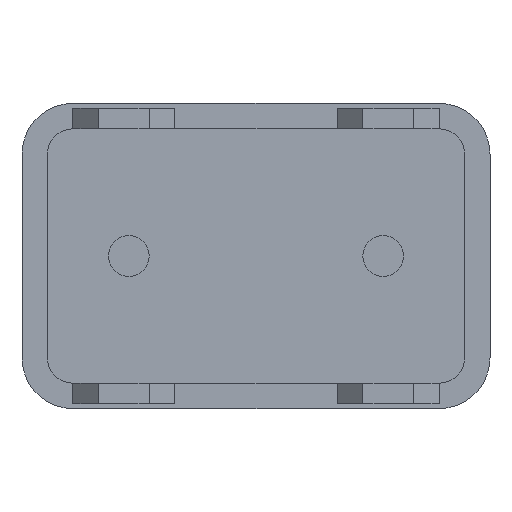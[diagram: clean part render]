
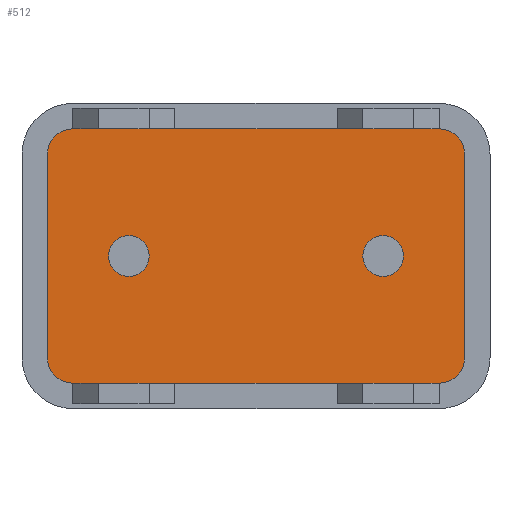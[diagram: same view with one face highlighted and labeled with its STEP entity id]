
A CAD part, front view. The second image highlights one B-rep face of the part: STEP entity #512.
In plain terms, the highlighted planar face has unit normal (0, -1, 0).
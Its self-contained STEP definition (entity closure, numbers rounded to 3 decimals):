
#93 = CARTESIAN_POINT ( 'NONE',  ( -2.05, 0.25, -1. ) ) ;
#138 = EDGE_CURVE ( 'NONE', #1680, #1547, #1924, .T. ) ;
#155 = AXIS2_PLACEMENT_3D ( 'NONE', #1472, #1664, #311 ) ;
#204 = CARTESIAN_POINT ( 'NONE',  ( 2.05, 0.25, -1. ) ) ;
#211 = DIRECTION ( 'NONE',  ( 1., 0., 0. ) ) ;
#224 = EDGE_CURVE ( 'NONE', #813, #1255, #600, .T. ) ;
#232 = CARTESIAN_POINT ( 'NONE',  ( -2.05, 0.25, -1. ) ) ;
#311 = DIRECTION ( 'NONE',  ( 0., 0., 1. ) ) ;
#330 = VERTEX_POINT ( 'NONE', #1410 ) ;
#377 = CARTESIAN_POINT ( 'NONE',  ( -1.8, 0.25, 1.25 ) ) ;
#410 = DIRECTION ( 'NONE',  ( 0., -1., 0. ) ) ;
#427 = EDGE_CURVE ( 'NONE', #1635, #1791, #2192, .T. ) ;
#481 = CARTESIAN_POINT ( 'NONE',  ( -1.8, 0.25, -1. ) ) ;
#512 = ADVANCED_FACE ( 'NONE', ( #747 ), #1444, .F. ) ;
#513 = ORIENTED_EDGE ( 'NONE', *, *, #138, .F. ) ;
#563 = CARTESIAN_POINT ( 'NONE',  ( 1.8, 0.25, -1. ) ) ;
#580 = LINE ( 'NONE', #93, #1178 ) ;
#600 = CIRCLE ( 'NONE', #1609, 0.25 ) ;
#643 = CIRCLE ( 'NONE', #1107, 0.25 ) ;
#657 = DIRECTION ( 'NONE',  ( 0., -1., 0. ) ) ;
#681 = ORIENTED_EDGE ( 'NONE', *, *, #1015, .T. ) ;
#729 = ORIENTED_EDGE ( 'NONE', *, *, #224, .T. ) ;
#747 = FACE_OUTER_BOUND ( 'NONE', #1321, .T. ) ;
#775 = EDGE_CURVE ( 'NONE', #330, #813, #580, .T. ) ;
#784 = LINE ( 'NONE', #2019, #1072 ) ;
#813 = VERTEX_POINT ( 'NONE', #232 ) ;
#893 = AXIS2_PLACEMENT_3D ( 'NONE', #1256, #410, #1816 ) ;
#948 = CARTESIAN_POINT ( 'NONE',  ( 2.05, 0.25, -1. ) ) ;
#950 = EDGE_CURVE ( 'NONE', #1791, #1255, #784, .T. ) ;
#982 = EDGE_CURVE ( 'NONE', #1635, #1127, #1748, .T. ) ;
#1015 = EDGE_CURVE ( 'NONE', #1127, #1547, #643, .T. ) ;
#1020 = DIRECTION ( 'NONE',  ( 0., 0., 1. ) ) ;
#1062 = DIRECTION ( 'NONE',  ( 0., 1., 0. ) ) ;
#1072 = VECTOR ( 'NONE', #1141, 1000. ) ;
#1107 = AXIS2_PLACEMENT_3D ( 'NONE', #2063, #1580, #2074 ) ;
#1127 = VERTEX_POINT ( 'NONE', #1412 ) ;
#1129 = DIRECTION ( 'NONE',  ( 0., 0., -1. ) ) ;
#1141 = DIRECTION ( 'NONE',  ( -1., 0., 0. ) ) ;
#1158 = EDGE_CURVE ( 'NONE', #1680, #330, #1292, .T. ) ;
#1178 = VECTOR ( 'NONE', #1946, 1000. ) ;
#1189 = CARTESIAN_POINT ( 'NONE',  ( 1.8, 0.25, -1.25 ) ) ;
#1255 = VERTEX_POINT ( 'NONE', #1353 ) ;
#1256 = CARTESIAN_POINT ( 'NONE',  ( -1.8, 0.25, 1. ) ) ;
#1292 = CIRCLE ( 'NONE', #893, 0.25 ) ;
#1321 = EDGE_LOOP ( 'NONE', ( #2150, #1972, #1834, #681, #513, #1471, #2124, #729 ) ) ;
#1353 = CARTESIAN_POINT ( 'NONE',  ( -1.8, 0.25, -1.25 ) ) ;
#1410 = CARTESIAN_POINT ( 'NONE',  ( -2.05, 0.25, 1. ) ) ;
#1412 = CARTESIAN_POINT ( 'NONE',  ( 2.05, 0.25, 1. ) ) ;
#1444 = PLANE ( 'NONE',  #155 ) ;
#1471 = ORIENTED_EDGE ( 'NONE', *, *, #1158, .T. ) ;
#1472 = CARTESIAN_POINT ( 'NONE',  ( -1.8, 0.25, -1. ) ) ;
#1510 = AXIS2_PLACEMENT_3D ( 'NONE', #563, #1062, #1756 ) ;
#1547 = VERTEX_POINT ( 'NONE', #2040 ) ;
#1580 = DIRECTION ( 'NONE',  ( 0., -1., 0. ) ) ;
#1609 = AXIS2_PLACEMENT_3D ( 'NONE', #481, #657, #1129 ) ;
#1635 = VERTEX_POINT ( 'NONE', #948 ) ;
#1664 = DIRECTION ( 'NONE',  ( 0., 1., 0. ) ) ;
#1680 = VERTEX_POINT ( 'NONE', #2166 ) ;
#1735 = VECTOR ( 'NONE', #1020, 1000. ) ;
#1748 = LINE ( 'NONE', #204, #1735 ) ;
#1756 = DIRECTION ( 'NONE',  ( 0., 0., -1. ) ) ;
#1791 = VERTEX_POINT ( 'NONE', #1189 ) ;
#1816 = DIRECTION ( 'NONE',  ( 0., 0., -1. ) ) ;
#1834 = ORIENTED_EDGE ( 'NONE', *, *, #982, .T. ) ;
#1924 = LINE ( 'NONE', #377, #2041 ) ;
#1946 = DIRECTION ( 'NONE',  ( 0., 0., -1. ) ) ;
#1972 = ORIENTED_EDGE ( 'NONE', *, *, #427, .F. ) ;
#2019 = CARTESIAN_POINT ( 'NONE',  ( -1.8, 0.25, -1.25 ) ) ;
#2040 = CARTESIAN_POINT ( 'NONE',  ( 1.8, 0.25, 1.25 ) ) ;
#2041 = VECTOR ( 'NONE', #211, 1000. ) ;
#2063 = CARTESIAN_POINT ( 'NONE',  ( 1.8, 0.25, 1. ) ) ;
#2074 = DIRECTION ( 'NONE',  ( 0., 0., -1. ) ) ;
#2124 = ORIENTED_EDGE ( 'NONE', *, *, #775, .T. ) ;
#2150 = ORIENTED_EDGE ( 'NONE', *, *, #950, .F. ) ;
#2166 = CARTESIAN_POINT ( 'NONE',  ( -1.8, 0.25, 1.25 ) ) ;
#2192 = CIRCLE ( 'NONE', #1510, 0.25 ) ;
